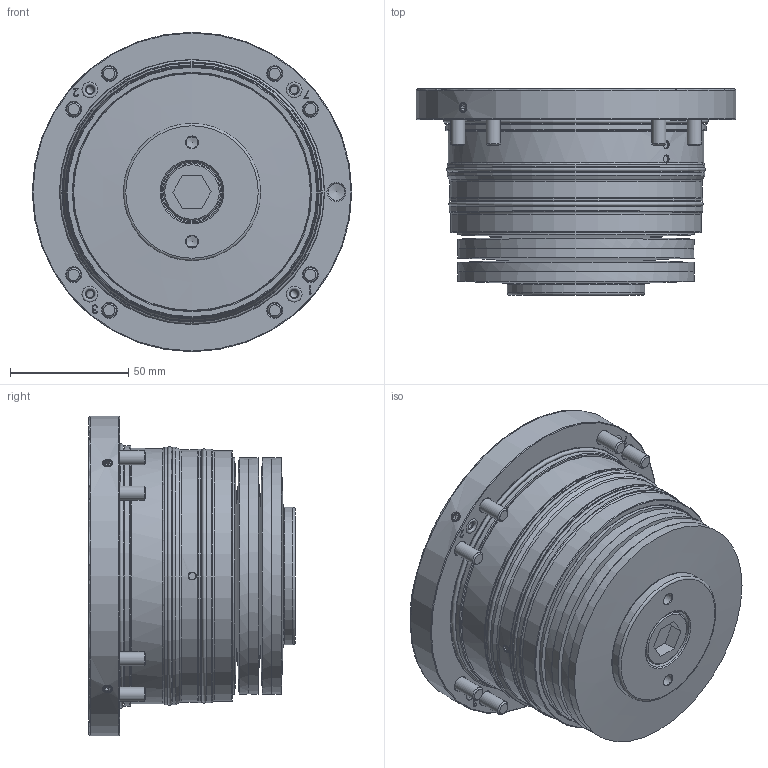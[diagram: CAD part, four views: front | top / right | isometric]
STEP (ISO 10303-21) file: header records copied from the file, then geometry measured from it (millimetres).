
FILE_DESCRIPTION (( 'STEP AP214' ), '1' );
FILE_NAME ('STARK_801 204_A.STEP', '2019-11-22T14:22:11', ( '' ), ( '' ), 'SwSTEP 2.0', 'SolidWorks 2019', '' );
FILE_SCHEMA (( 'AUTOMOTIVE_DESIGN' ));
Length unit declared in the file: millimetre
Products named in the file (1): STARK_801 204_A
Bounding box: 135 x 87.25 x 135 mm (x, y, z)
Volume: 742403.5 mm3; surface area: 137836 mm2
Topology: 1 solids, 51 shells, 733 faces, 1699 edges, 1118 vertices
Faces by surface type: plane 255, cylinder 235, cone 120, torus 71, sphere 32, bspline 20
Full cylindrical faces by diameter (mm): 1 x1, 2.5 x2, 3 x3, 3.3 x10, 4.8 x16, 5 x2, 5.2 x24, 6 x8, 6.2 x8, 7 x4, 10 x16, 10.01 x8, 11 x8, 11.011 x8, 24 x1, 26 x1, 30.4 x3, 31.5 x1, 32 x1, 33.139 x1, 35 x1, 47 x1, 51.6 x1, 52.602 x6, 58 x1, 100.6 x1, 104.629 x2, 106 x1, 106.495 x2, 106.6 x1
Entity records: 26461 total; most frequent: CARTESIAN_POINT 8397, DIRECTION 2996, ORIENTED_EDGE 2366, AXIS2_PLACEMENT_3D 1294, EDGE_LOOP 1206, EDGE_CURVE 1183, FACE_OUTER_BOUND 958, VERTEX_POINT 941
